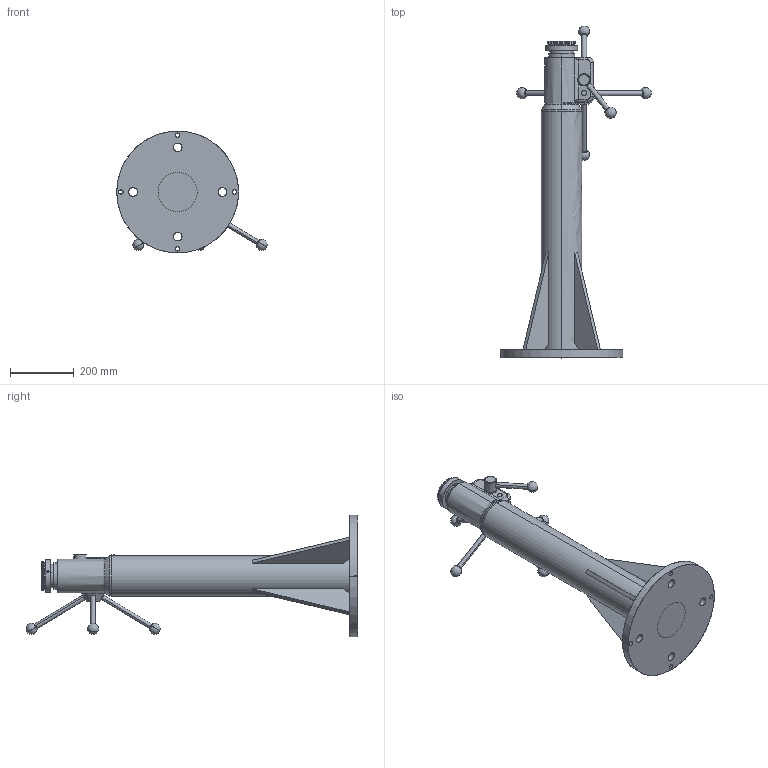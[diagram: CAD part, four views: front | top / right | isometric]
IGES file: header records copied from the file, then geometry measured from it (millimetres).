
Start section: SolidWorks IGES file using analytic representation for surfaces
Global section: file name: 330-0.IGS; native system: SolidWorks 2020; preprocessor: SolidWorks 2020; author: estack; date: 201013.153500; units: inch
Bounding box: 470.45 x 1038.4 x 381 mm (x, y, z)
Surface area: 912316 mm2 (no closed solid volume)
Topology: 0 solids, 0 shells, 551 faces, 7062 edges, 7050 vertices
Faces by surface type: revolution 434, bspline 117
